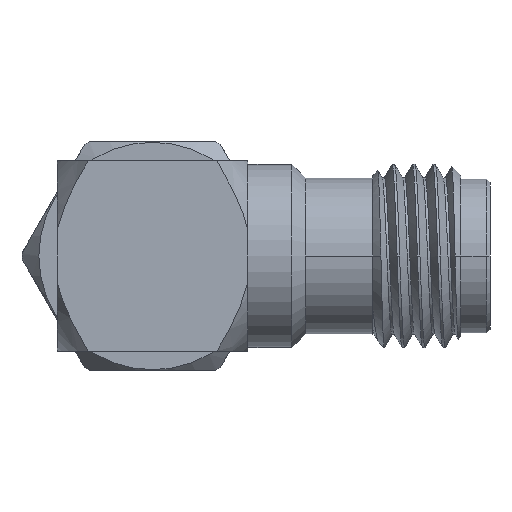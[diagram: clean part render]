
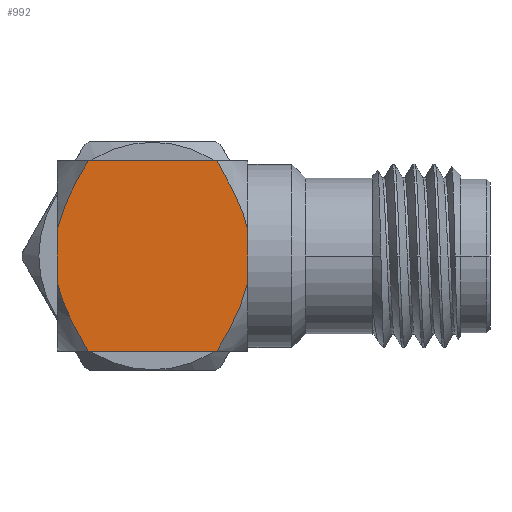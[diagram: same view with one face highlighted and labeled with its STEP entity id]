
A CAD part, front view. The second image highlights one B-rep face of the part: STEP entity #992.
In plain terms, the highlighted planar face has unit normal (0, -1, 0).
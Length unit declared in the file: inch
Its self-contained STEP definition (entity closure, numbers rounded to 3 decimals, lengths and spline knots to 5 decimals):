
#7 = AXIS2_PLACEMENT_3D ( 'NONE', #758, #3950, #2560 ) ;
#28 = ORIENTED_EDGE ( 'NONE', *, *, #4844, .F. ) ;
#113 = EDGE_LOOP ( 'NONE', ( #4155, #4856, #28, #4810, #4100, #4930, #219, #4894, #5107 ) ) ;
#135 = VERTEX_POINT ( 'NONE', #1857 ) ;
#176 = CARTESIAN_POINT ( 'NONE',  ( 0.09669, -0.125, 0.11522 ) ) ;
#213 = B_SPLINE_CURVE_WITH_KNOTS ( 'NONE', 3,
 ( #4778, #176, #2467, #2027, #1028, #2003 ),
 .UNSPECIFIED., .F., .F.,
 ( 4, 2, 4 ),
 ( 0.00642, 0.00773, 0.00905 ),
 .UNSPECIFIED. ) ;
#219 = ORIENTED_EDGE ( 'NONE', *, *, #1738, .F. ) ;
#292 = DIRECTION ( 'NONE',  ( 1., 0., 0. ) ) ;
#294 = VERTEX_POINT ( 'NONE', #3839 ) ;
#340 = CARTESIAN_POINT ( 'NONE',  ( -0.10507, -0.125, -0.10025 ) ) ;
#420 = EDGE_CURVE ( 'NONE', #5392, #294, #5121, .T. ) ;
#447 = B_SPLINE_CURVE_WITH_KNOTS ( 'NONE', 3,
 ( #1822, #2769, #5573, #991, #4204, #4247 ),
 .UNSPECIFIED., .F., .F.,
 ( 4, 2, 4 ),
 ( 0.01088, 0.01221, 0.01353 ),
 .UNSPECIFIED. ) ;
#580 = VECTOR ( 'NONE', #1183, 39.37008 ) ;
#610 = EDGE_CURVE ( 'NONE', #2519, #3347, #2955, .T. ) ;
#715 = EDGE_CURVE ( 'NONE', #5407, #5392, #213, .T. ) ;
#758 = CARTESIAN_POINT ( 'NONE',  ( -0.13, -0.125, 0.13 ) ) ;
#785 = CARTESIAN_POINT ( 'NONE',  ( -0.11948, -0.125, -0.0689 ) ) ;
#864 = CARTESIAN_POINT ( 'NONE',  ( -0.12805, -0.125, 0.04415 ) ) ;
#937 = VECTOR ( 'NONE', #5379, 39.37008 ) ;
#991 = CARTESIAN_POINT ( 'NONE',  ( 0.10509, -0.125, -0.10022 ) ) ;
#992 = ADVANCED_FACE ( 'NONE', ( #5920 ), #3055, .F. ) ;
#1028 = CARTESIAN_POINT ( 'NONE',  ( 0.12609, -0.125, 0.05267 ) ) ;
#1076 = VERTEX_POINT ( 'NONE', #3502 ) ;
#1183 = DIRECTION ( 'NONE',  ( 0., 0., -1. ) ) ;
#1261 = CARTESIAN_POINT ( 'NONE',  ( -0.08775, -0.125, -0.13 ) ) ;
#1278 = CARTESIAN_POINT ( 'NONE',  ( -0.10506, -0.125, 0.10026 ) ) ;
#1311 = CARTESIAN_POINT ( 'NONE',  ( 0.08775, -0.125, -0.13 ) ) ;
#1384 = CARTESIAN_POINT ( 'NONE',  ( 0.13, -0.125, 0.13 ) ) ;
#1565 = VECTOR ( 'NONE', #292, 39.37008 ) ;
#1580 = VECTOR ( 'NONE', #4554, 39.37008 ) ;
#1603 = CARTESIAN_POINT ( 'NONE',  ( -0.13, -0.125, 0.13 ) ) ;
#1738 = EDGE_CURVE ( 'NONE', #135, #5407, #3435, .T. ) ;
#1767 = CARTESIAN_POINT ( 'NONE',  ( -0.13, -0.125, -0.13 ) ) ;
#1822 = CARTESIAN_POINT ( 'NONE',  ( 0.13, -0.125, -0.03571 ) ) ;
#1857 = CARTESIAN_POINT ( 'NONE',  ( -0.08775, -0.125, 0.13 ) ) ;
#1935 = LINE ( 'NONE', #1767, #3897 ) ;
#2003 = CARTESIAN_POINT ( 'NONE',  ( 0.13, -0.125, 0.03571 ) ) ;
#2004 = LINE ( 'NONE', #3491, #937 ) ;
#2027 = CARTESIAN_POINT ( 'NONE',  ( 0.11987, -0.125, 0.06876 ) ) ;
#2100 = EDGE_CURVE ( 'NONE', #2519, #2849, #1935, .T. ) ;
#2180 = CARTESIAN_POINT ( 'NONE',  ( -0.11608, -0.125, -0.07685 ) ) ;
#2273 = CARTESIAN_POINT ( 'NONE',  ( -0.12548, -0.125, 0.05251 ) ) ;
#2428 = CARTESIAN_POINT ( 'NONE',  ( -0.08775, -0.125, -0.13 ) ) ;
#2467 = CARTESIAN_POINT ( 'NONE',  ( 0.10517, -0.125, 0.10006 ) ) ;
#2519 = VERTEX_POINT ( 'NONE', #2428 ) ;
#2560 = DIRECTION ( 'NONE',  ( 0., 0., 1. ) ) ;
#2646 = CARTESIAN_POINT ( 'NONE',  ( -0.12547, -0.125, -0.05255 ) ) ;
#2769 = CARTESIAN_POINT ( 'NONE',  ( 0.12612, -0.125, -0.05256 ) ) ;
#2849 = VERTEX_POINT ( 'NONE', #1311 ) ;
#2918 = CARTESIAN_POINT ( 'NONE',  ( -0.13, -0.125, -0.03571 ) ) ;
#2936 = CARTESIAN_POINT ( 'NONE',  ( 0.13, -0.125, 0.03571 ) ) ;
#2955 = B_SPLINE_CURVE_WITH_KNOTS ( 'NONE', 3,
 ( #1261, #4920, #340, #2180, #785, #2646, #3507, #3545 ),
 .UNSPECIFIED., .F., .F.,
 ( 4, 2, 2, 4 ),
 ( 0.00522, 0.00654, 0.00719, 0.00785 ),
 .UNSPECIFIED. ) ;
#3055 = PLANE ( 'NONE',  #7 ) ;
#3286 = CARTESIAN_POINT ( 'NONE',  ( -0.13, -0.125, 0.03571 ) ) ;
#3347 = VERTEX_POINT ( 'NONE', #2918 ) ;
#3406 = EDGE_CURVE ( 'NONE', #294, #1076, #2004, .T. ) ;
#3435 = LINE ( 'NONE', #1603, #1565 ) ;
#3462 = EDGE_CURVE ( 'NONE', #4234, #3347, #5550, .T. ) ;
#3491 = CARTESIAN_POINT ( 'NONE',  ( 0.13, -0.125, 0.13 ) ) ;
#3502 = CARTESIAN_POINT ( 'NONE',  ( 0.13, -0.125, -0.03571 ) ) ;
#3507 = CARTESIAN_POINT ( 'NONE',  ( -0.12805, -0.125, -0.04416 ) ) ;
#3545 = CARTESIAN_POINT ( 'NONE',  ( -0.13, -0.125, -0.03571 ) ) ;
#3728 = CARTESIAN_POINT ( 'NONE',  ( 0.08775, -0.125, 0.13 ) ) ;
#3839 = CARTESIAN_POINT ( 'NONE',  ( 0.13, -0.125, 0. ) ) ;
#3897 = VECTOR ( 'NONE', #4545, 39.37008 ) ;
#3950 = DIRECTION ( 'NONE',  ( 0., 1., 0. ) ) ;
#4016 = B_SPLINE_CURVE_WITH_KNOTS ( 'NONE', 3,
 ( #4566, #864, #2273, #5979, #4532, #1278, #4482, #4987 ),
 .UNSPECIFIED., .F., .F.,
 ( 4, 2, 2, 4 ),
 ( 0.00967, 0.01033, 0.01099, 0.01231 ),
 .UNSPECIFIED. ) ;
#4100 = ORIENTED_EDGE ( 'NONE', *, *, #420, .F. ) ;
#4155 = ORIENTED_EDGE ( 'NONE', *, *, #610, .F. ) ;
#4204 = CARTESIAN_POINT ( 'NONE',  ( 0.09666, -0.125, -0.11527 ) ) ;
#4234 = VERTEX_POINT ( 'NONE', #3286 ) ;
#4247 = CARTESIAN_POINT ( 'NONE',  ( 0.08775, -0.125, -0.13 ) ) ;
#4482 = CARTESIAN_POINT ( 'NONE',  ( -0.09666, -0.125, 0.11527 ) ) ;
#4532 = CARTESIAN_POINT ( 'NONE',  ( -0.11608, -0.125, 0.07684 ) ) ;
#4545 = DIRECTION ( 'NONE',  ( 1., 0., 0. ) ) ;
#4554 = DIRECTION ( 'NONE',  ( 0., 0., -1. ) ) ;
#4566 = CARTESIAN_POINT ( 'NONE',  ( -0.13, -0.125, 0.03571 ) ) ;
#4778 = CARTESIAN_POINT ( 'NONE',  ( 0.08775, -0.125, 0.13 ) ) ;
#4810 = ORIENTED_EDGE ( 'NONE', *, *, #3406, .F. ) ;
#4844 = EDGE_CURVE ( 'NONE', #1076, #2849, #447, .T. ) ;
#4856 = ORIENTED_EDGE ( 'NONE', *, *, #2100, .T. ) ;
#4894 = ORIENTED_EDGE ( 'NONE', *, *, #5773, .F. ) ;
#4920 = CARTESIAN_POINT ( 'NONE',  ( -0.09667, -0.125, -0.11527 ) ) ;
#4930 = ORIENTED_EDGE ( 'NONE', *, *, #715, .F. ) ;
#4987 = CARTESIAN_POINT ( 'NONE',  ( -0.08775, -0.125, 0.13 ) ) ;
#5107 = ORIENTED_EDGE ( 'NONE', *, *, #3462, .T. ) ;
#5121 = LINE ( 'NONE', #1384, #1580 ) ;
#5347 = CARTESIAN_POINT ( 'NONE',  ( -0.13, -0.125, 0.13 ) ) ;
#5379 = DIRECTION ( 'NONE',  ( 0., 0., -1. ) ) ;
#5392 = VERTEX_POINT ( 'NONE', #2936 ) ;
#5407 = VERTEX_POINT ( 'NONE', #3728 ) ;
#5550 = LINE ( 'NONE', #5347, #580 ) ;
#5573 = CARTESIAN_POINT ( 'NONE',  ( 0.11989, -0.125, -0.06873 ) ) ;
#5773 = EDGE_CURVE ( 'NONE', #4234, #135, #4016, .T. ) ;
#5920 = FACE_OUTER_BOUND ( 'NONE', #113, .T. ) ;
#5979 = CARTESIAN_POINT ( 'NONE',  ( -0.11948, -0.125, 0.06888 ) ) ;
